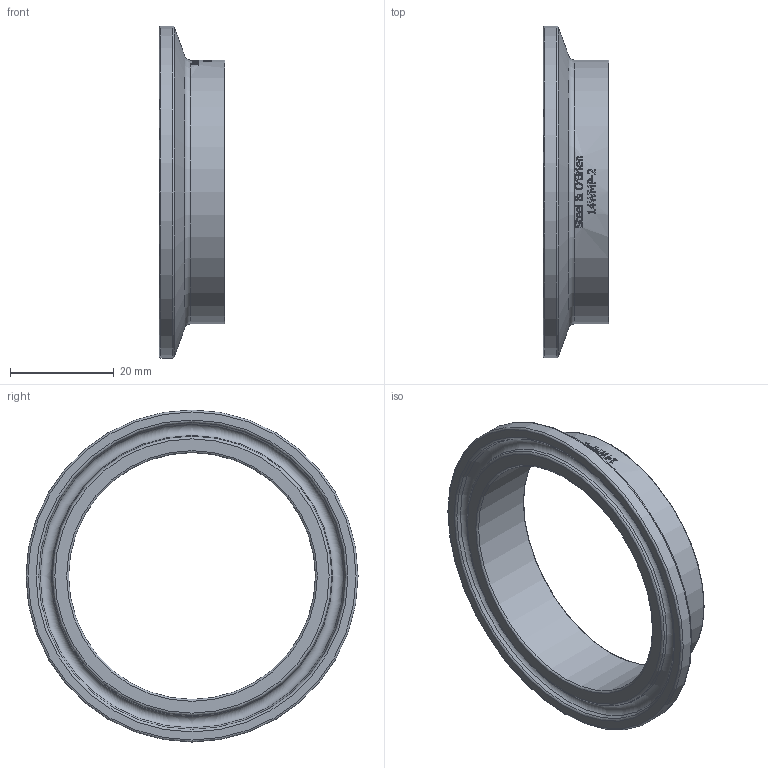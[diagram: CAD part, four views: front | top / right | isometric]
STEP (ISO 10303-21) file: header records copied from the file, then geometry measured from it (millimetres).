
FILE_DESCRIPTION(/* description */ (''),/* implementation_level */ '2;1');
FILE_NAME(/* name */ '14WMP-2.stp',/* time_stamp */ '2018-11-16T11:56:25-05:00',/* author */ ('ken'),/* organization */ (''),/* preprocessor_version */ 'ST-DEVELOPER v15.2',/* originating_system */ 'Autodesk Inventor 2014',/* authorisation */ '');
FILE_SCHEMA (('AUTOMOTIVE_DESIGN { 1 0 10303 214 3 1 1 }'));
Length unit declared in the file: inch
Products named in the file (1): 14WMP-2
Bounding box: 12.7 x 63.91 x 63.91 mm (x, y, z)
Volume: 7344.6 mm3; surface area: 6783.2 mm2
Topology: 1 solids, 1 shells, 336 faces, 894 edges, 592 vertices
Faces by surface type: plane 151, bspline 139, cylinder 34, torus 9, cone 3
Full cylindrical faces by diameter (mm): 47.498 x1, 50.8 x1, 63.906 x1
Entity records: 13020 total; most frequent: CARTESIAN_POINT 5418, ORIENTED_EDGE 1758, DIRECTION 1195, EDGE_CURVE 879, VERTEX_POINT 592, LINE 403, VECTOR 403, AXIS2_PLACEMENT_3D 396
